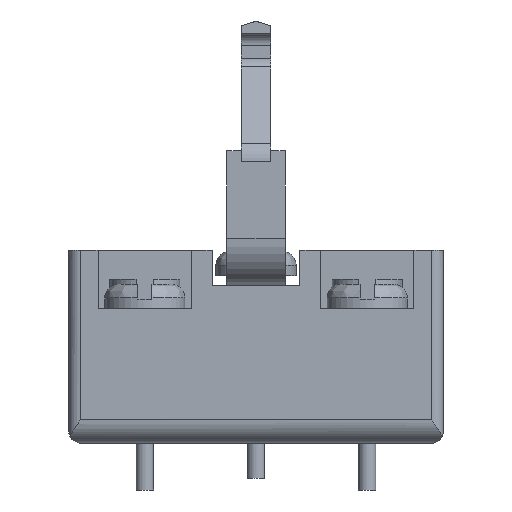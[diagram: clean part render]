
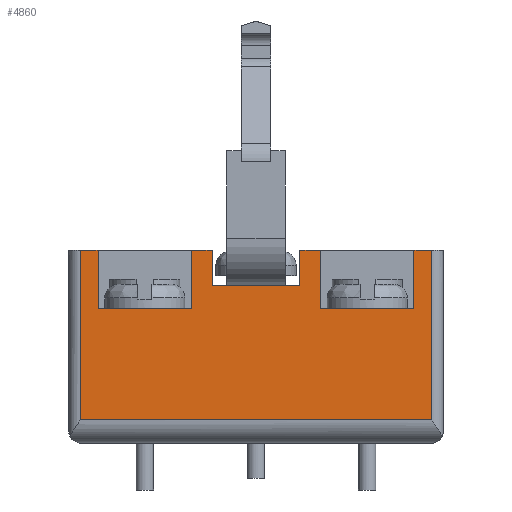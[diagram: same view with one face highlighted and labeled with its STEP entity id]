
A CAD part, front view. The second image highlights one B-rep face of the part: STEP entity #4860.
In plain terms, the highlighted planar face has unit normal (0, -1, 0).
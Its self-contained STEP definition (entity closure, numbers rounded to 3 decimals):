
#4 = DIRECTION ( 'NONE',  ( -1., 0., 0. ) ) ;
#79 = ORIENTED_EDGE ( 'NONE', *, *, #4300, .T. ) ;
#425 = ORIENTED_EDGE ( 'NONE', *, *, #4657, .T. ) ;
#692 = VERTEX_POINT ( 'NONE', #4696 ) ;
#762 = VECTOR ( 'NONE', #4612, 1000. ) ;
#766 = VERTEX_POINT ( 'NONE', #6647 ) ;
#797 = VECTOR ( 'NONE', #4740, 1000. ) ;
#860 = LINE ( 'NONE', #4724, #797 ) ;
#920 = LINE ( 'NONE', #4533, #762 ) ;
#1080 = VERTEX_POINT ( 'NONE', #11433 ) ;
#1093 = CARTESIAN_POINT ( 'NONE',  ( -38., -14.5, -8.5 ) ) ;
#1170 = VERTEX_POINT ( 'NONE', #10906 ) ;
#1264 = FACE_OUTER_BOUND ( 'NONE', #4551, .T. ) ;
#1583 = VERTEX_POINT ( 'NONE', #9428 ) ;
#1720 = VECTOR ( 'NONE', #3430, 1000. ) ;
#1749 = VERTEX_POINT ( 'NONE', #8614 ) ;
#1765 = LINE ( 'NONE', #3433, #1720 ) ;
#1786 = VERTEX_POINT ( 'NONE', #8520 ) ;
#1972 = VECTOR ( 'NONE', #3781, 1000. ) ;
#1983 = LINE ( 'NONE', #3859, #1972 ) ;
#2059 = ORIENTED_EDGE ( 'NONE', *, *, #2862, .T. ) ;
#2246 = VERTEX_POINT ( 'NONE', #5720 ) ;
#2493 = EDGE_CURVE ( 'NONE', #1170, #4179, #860, .T. ) ;
#2504 = DIRECTION ( 'NONE',  ( 0., 0., -1. ) ) ;
#2508 = DIRECTION ( 'NONE',  ( 0., -1., 0. ) ) ;
#2512 = EDGE_CURVE ( 'NONE', #10644, #4564, #920, .T. ) ;
#2544 = CARTESIAN_POINT ( 'NONE',  ( 13.5, -14.5, -10.5 ) ) ;
#2560 = DIRECTION ( 'NONE',  ( 0., 0., -1. ) ) ;
#2581 = PLANE ( 'NONE',  #4804 ) ;
#2614 = CARTESIAN_POINT ( 'NONE',  ( -16., -14.5, -10.5 ) ) ;
#2703 = CARTESIAN_POINT ( 'NONE',  ( -16., -14.5, 1. ) ) ;
#2717 = DIRECTION ( 'NONE',  ( -1., 0., 0. ) ) ;
#2724 = VECTOR ( 'NONE', #4998, 1000. ) ;
#2862 = EDGE_CURVE ( 'NONE', #692, #1080, #11822, .T. ) ;
#2864 = ORIENTED_EDGE ( 'NONE', *, *, #3339, .T. ) ;
#2875 = EDGE_CURVE ( 'NONE', #1583, #766, #11691, .T. ) ;
#3247 = ORIENTED_EDGE ( 'NONE', *, *, #4314, .T. ) ;
#3339 = EDGE_CURVE ( 'NONE', #4464, #1749, #10225, .T. ) ;
#3430 = DIRECTION ( 'NONE',  ( -1., 0., 0. ) ) ;
#3433 = CARTESIAN_POINT ( 'NONE',  ( -16., -14.5, 6. ) ) ;
#3525 = CARTESIAN_POINT ( 'NONE',  ( -15., -14.5, 6. ) ) ;
#3576 = EDGE_CURVE ( 'NONE', #4179, #2246, #9393, .T. ) ;
#3598 = EDGE_CURVE ( 'NONE', #1749, #10938, #9355, .T. ) ;
#3612 = EDGE_CURVE ( 'NONE', #1786, #8510, #9323, .T. ) ;
#3781 = DIRECTION ( 'NONE',  ( -1., 0., 0. ) ) ;
#3827 = EDGE_CURVE ( 'NONE', #2246, #692, #7641, .T. ) ;
#3859 = CARTESIAN_POINT ( 'NONE',  ( -16., -14.5, 3. ) ) ;
#4058 = ORIENTED_EDGE ( 'NONE', *, *, #2493, .T. ) ;
#4179 = VERTEX_POINT ( 'NONE', #8128 ) ;
#4264 = ORIENTED_EDGE ( 'NONE', *, *, #3827, .T. ) ;
#4269 = CARTESIAN_POINT ( 'NONE',  ( -15., -14.5, -8.5 ) ) ;
#4300 = EDGE_CURVE ( 'NONE', #4398, #4464, #5887, .T. ) ;
#4314 = EDGE_CURVE ( 'NONE', #8510, #1583, #5826, .T. ) ;
#4354 = VECTOR ( 'NONE', #7706, 1000. ) ;
#4389 = LINE ( 'NONE', #1093, #4354 ) ;
#4392 = EDGE_CURVE ( 'NONE', #766, #4398, #8515, .T. ) ;
#4398 = VERTEX_POINT ( 'NONE', #5021 ) ;
#4415 = ORIENTED_EDGE ( 'NONE', *, *, #4720, .T. ) ;
#4423 = EDGE_CURVE ( 'NONE', #1080, #12069, #8496, .T. ) ;
#4464 = VERTEX_POINT ( 'NONE', #4730 ) ;
#4533 = CARTESIAN_POINT ( 'NONE',  ( -15., -14.5, -10.5 ) ) ;
#4551 = EDGE_LOOP ( 'NONE', ( #6033, #4415, #4735, #7425, #6792, #3247, #9745, #9092, #79, #2864, #11405, #425, #4058, #10141, #4264, #2059 ) ) ;
#4564 = VERTEX_POINT ( 'NONE', #4269 ) ;
#4612 = DIRECTION ( 'NONE',  ( 0., 0., -1. ) ) ;
#4657 = EDGE_CURVE ( 'NONE', #10938, #1170, #1983, .T. ) ;
#4696 = CARTESIAN_POINT ( 'NONE',  ( -5.5, -14.5, 1. ) ) ;
#4720 = EDGE_CURVE ( 'NONE', #12069, #10644, #1765, .T. ) ;
#4724 = CARTESIAN_POINT ( 'NONE',  ( -3.75, -14.5, -10.5 ) ) ;
#4730 = CARTESIAN_POINT ( 'NONE',  ( 5.5, -14.5, 6. ) ) ;
#4735 = ORIENTED_EDGE ( 'NONE', *, *, #2512, .T. ) ;
#4740 = DIRECTION ( 'NONE',  ( 0., 0., 1. ) ) ;
#4804 = AXIS2_PLACEMENT_3D ( 'NONE', #2614, #2508, #2504 ) ;
#4860 = ADVANCED_FACE ( 'NONE', ( #1264 ), #2581, .T. ) ;
#4998 = DIRECTION ( 'NONE',  ( 0., 0., 1. ) ) ;
#5020 = CARTESIAN_POINT ( 'NONE',  ( -13.5, -14.5, -10.5 ) ) ;
#5021 = CARTESIAN_POINT ( 'NONE',  ( 5.5, -14.5, 1. ) ) ;
#5045 = DIRECTION ( 'NONE',  ( -1., 0., 0. ) ) ;
#5204 = CARTESIAN_POINT ( 'NONE',  ( -16., -14.5, 1. ) ) ;
#5601 = CARTESIAN_POINT ( 'NONE',  ( -16., -14.5, 6. ) ) ;
#5623 = DIRECTION ( 'NONE',  ( -1., 0., 0. ) ) ;
#5654 = DIRECTION ( 'NONE',  ( 0., 0., 1. ) ) ;
#5720 = CARTESIAN_POINT ( 'NONE',  ( -5.5, -14.5, 6. ) ) ;
#5815 = VECTOR ( 'NONE', #5654, 1000. ) ;
#5826 = LINE ( 'NONE', #5601, #6076 ) ;
#5858 = CARTESIAN_POINT ( 'NONE',  ( 5.5, -14.5, -10.5 ) ) ;
#5887 = LINE ( 'NONE', #5858, #5815 ) ;
#6033 = ORIENTED_EDGE ( 'NONE', *, *, #4423, .T. ) ;
#6076 = VECTOR ( 'NONE', #5623, 1000. ) ;
#6226 = CARTESIAN_POINT ( 'NONE',  ( -16., -14.5, 6. ) ) ;
#6276 = CARTESIAN_POINT ( 'NONE',  ( 15., -14.5, -10.5 ) ) ;
#6647 = CARTESIAN_POINT ( 'NONE',  ( 13.5, -14.5, 1. ) ) ;
#6792 = ORIENTED_EDGE ( 'NONE', *, *, #3612, .T. ) ;
#6928 = DIRECTION ( 'NONE',  ( -1., 0., 0. ) ) ;
#7425 = ORIENTED_EDGE ( 'NONE', *, *, #10437, .F. ) ;
#7447 = DIRECTION ( 'NONE',  ( 0., 0., -1. ) ) ;
#7456 = CARTESIAN_POINT ( 'NONE',  ( -5.5, -14.5, -10.5 ) ) ;
#7641 = LINE ( 'NONE', #7456, #7714 ) ;
#7706 = DIRECTION ( 'NONE',  ( -1., 0., 0. ) ) ;
#7714 = VECTOR ( 'NONE', #7447, 1000. ) ;
#7720 = DIRECTION ( 'NONE',  ( 0., 0., -1. ) ) ;
#7724 = CARTESIAN_POINT ( 'NONE',  ( 3.75, -14.5, -10.5 ) ) ;
#7878 = DIRECTION ( 'NONE',  ( 0., 0., 1. ) ) ;
#7892 = CARTESIAN_POINT ( 'NONE',  ( -13.5, -14.5, 6. ) ) ;
#8128 = CARTESIAN_POINT ( 'NONE',  ( -3.75, -14.5, 6. ) ) ;
#8485 = VECTOR ( 'NONE', #5045, 1000. ) ;
#8496 = LINE ( 'NONE', #5020, #2724 ) ;
#8510 = VERTEX_POINT ( 'NONE', #10229 ) ;
#8515 = LINE ( 'NONE', #5204, #8485 ) ;
#8520 = CARTESIAN_POINT ( 'NONE',  ( 15., -14.5, -8.5 ) ) ;
#8614 = CARTESIAN_POINT ( 'NONE',  ( 3.75, -14.5, 6. ) ) ;
#9092 = ORIENTED_EDGE ( 'NONE', *, *, #4392, .T. ) ;
#9194 = VECTOR ( 'NONE', #7878, 1000. ) ;
#9254 = VECTOR ( 'NONE', #7720, 1000. ) ;
#9323 = LINE ( 'NONE', #6276, #9194 ) ;
#9355 = LINE ( 'NONE', #7724, #9254 ) ;
#9393 = LINE ( 'NONE', #6226, #9444 ) ;
#9428 = CARTESIAN_POINT ( 'NONE',  ( 13.5, -14.5, 6. ) ) ;
#9444 = VECTOR ( 'NONE', #6928, 1000. ) ;
#9745 = ORIENTED_EDGE ( 'NONE', *, *, #2875, .T. ) ;
#10141 = ORIENTED_EDGE ( 'NONE', *, *, #3576, .T. ) ;
#10145 = VECTOR ( 'NONE', #4, 1000. ) ;
#10225 = LINE ( 'NONE', #11012, #10145 ) ;
#10229 = CARTESIAN_POINT ( 'NONE',  ( 15., -14.5, 6. ) ) ;
#10437 = EDGE_CURVE ( 'NONE', #1786, #4564, #4389, .T. ) ;
#10572 = CARTESIAN_POINT ( 'NONE',  ( 3.75, -14.5, 3. ) ) ;
#10644 = VERTEX_POINT ( 'NONE', #3525 ) ;
#10906 = CARTESIAN_POINT ( 'NONE',  ( -3.75, -14.5, 3. ) ) ;
#10938 = VERTEX_POINT ( 'NONE', #10572 ) ;
#11012 = CARTESIAN_POINT ( 'NONE',  ( -16., -14.5, 6. ) ) ;
#11405 = ORIENTED_EDGE ( 'NONE', *, *, #3598, .T. ) ;
#11433 = CARTESIAN_POINT ( 'NONE',  ( -13.5, -14.5, 1. ) ) ;
#11691 = LINE ( 'NONE', #2544, #11778 ) ;
#11778 = VECTOR ( 'NONE', #2560, 1000. ) ;
#11822 = LINE ( 'NONE', #2703, #12010 ) ;
#12010 = VECTOR ( 'NONE', #2717, 1000. ) ;
#12069 = VERTEX_POINT ( 'NONE', #7892 ) ;
